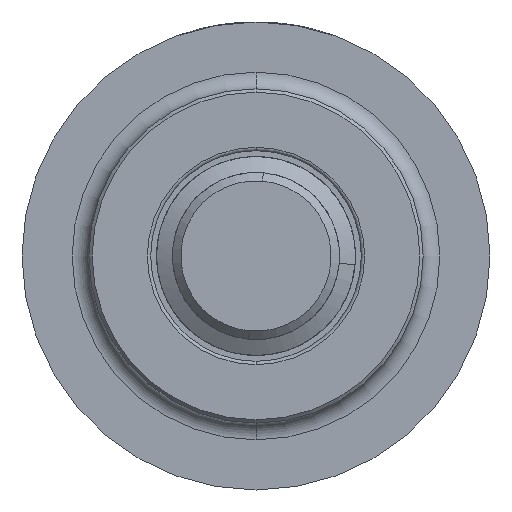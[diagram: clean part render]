
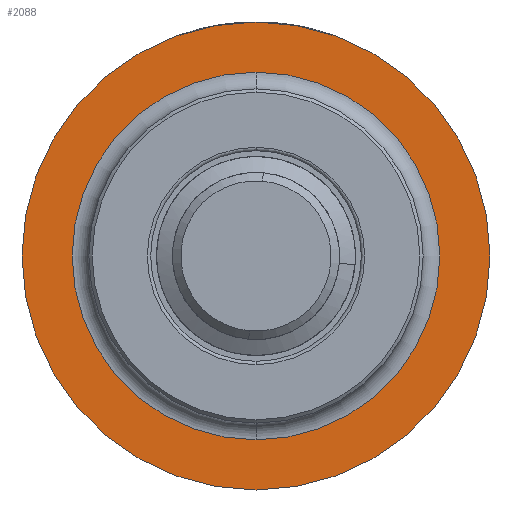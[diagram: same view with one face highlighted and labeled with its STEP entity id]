
A CAD part, front view. The second image highlights one B-rep face of the part: STEP entity #2088.
In plain terms, the highlighted planar face has unit normal (0, -1, 0).
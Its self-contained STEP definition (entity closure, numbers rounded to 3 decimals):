
#2 = AXIS2_PLACEMENT_3D ( 'NONE', #6538, #301, #215 ) ;
#131 = CARTESIAN_POINT ( 'NONE',  ( 0., 7.42, 14. ) ) ;
#215 = DIRECTION ( 'NONE',  ( 0., 0., -1. ) ) ;
#301 = DIRECTION ( 'NONE',  ( 0., -1., 0. ) ) ;
#407 = CARTESIAN_POINT ( 'NONE',  ( 0., 7.42, 0. ) ) ;
#583 = ORIENTED_EDGE ( 'NONE', *, *, #2378, .T. ) ;
#852 = EDGE_CURVE ( 'NONE', #3042, #1764, #8250, .T. ) ;
#863 = DIRECTION ( 'NONE',  ( 0., -1., 0. ) ) ;
#1483 = DIRECTION ( 'NONE',  ( 0., 0., -1. ) ) ;
#1764 = VERTEX_POINT ( 'NONE', #3044 ) ;
#1946 = ORIENTED_EDGE ( 'NONE', *, *, #5593, .F. ) ;
#2088 = ADVANCED_FACE ( 'NONE', ( #3275, #4695 ), #7273, .T. ) ;
#2258 = AXIS2_PLACEMENT_3D ( 'NONE', #407, #6110, #4846 ) ;
#2378 = EDGE_CURVE ( 'NONE', #5865, #5596, #7542, .T. ) ;
#3042 = VERTEX_POINT ( 'NONE', #5505 ) ;
#3044 = CARTESIAN_POINT ( 'NONE',  ( 0., 7.42, -11. ) ) ;
#3060 = DIRECTION ( 'NONE',  ( 0., -1., 0. ) ) ;
#3252 = CIRCLE ( 'NONE', #6134, 11. ) ;
#3275 = FACE_OUTER_BOUND ( 'NONE', #7735, .T. ) ;
#3433 = AXIS2_PLACEMENT_3D ( 'NONE', #6889, #3719, #8188 ) ;
#3719 = DIRECTION ( 'NONE',  ( 0., -1., 0. ) ) ;
#4048 = ORIENTED_EDGE ( 'NONE', *, *, #852, .F. ) ;
#4695 = FACE_BOUND ( 'NONE', #5643, .T. ) ;
#4846 = DIRECTION ( 'NONE',  ( 0., 0., -1. ) ) ;
#4991 = CARTESIAN_POINT ( 'NONE',  ( 0., 7.42, 0. ) ) ;
#5235 = CIRCLE ( 'NONE', #3433, 14. ) ;
#5310 = CARTESIAN_POINT ( 'NONE',  ( 0., 7.42, 0. ) ) ;
#5424 = CARTESIAN_POINT ( 'NONE',  ( 0., 7.42, -14. ) ) ;
#5505 = CARTESIAN_POINT ( 'NONE',  ( 0., 7.42, 11. ) ) ;
#5593 = EDGE_CURVE ( 'NONE', #1764, #3042, #3252, .T. ) ;
#5596 = VERTEX_POINT ( 'NONE', #131 ) ;
#5643 = EDGE_LOOP ( 'NONE', ( #1946, #4048 ) ) ;
#5865 = VERTEX_POINT ( 'NONE', #5424 ) ;
#6110 = DIRECTION ( 'NONE',  ( 0., -1., 0. ) ) ;
#6134 = AXIS2_PLACEMENT_3D ( 'NONE', #5310, #863, #1483 ) ;
#6431 = AXIS2_PLACEMENT_3D ( 'NONE', #4991, #3060, #7489 ) ;
#6538 = CARTESIAN_POINT ( 'NONE',  ( 11., 7.42, 0. ) ) ;
#6668 = ORIENTED_EDGE ( 'NONE', *, *, #7937, .T. ) ;
#6889 = CARTESIAN_POINT ( 'NONE',  ( 0., 7.42, 0. ) ) ;
#7273 = PLANE ( 'NONE',  #2 ) ;
#7489 = DIRECTION ( 'NONE',  ( 0., 0., -1. ) ) ;
#7542 = CIRCLE ( 'NONE', #2258, 14. ) ;
#7735 = EDGE_LOOP ( 'NONE', ( #583, #6668 ) ) ;
#7937 = EDGE_CURVE ( 'NONE', #5596, #5865, #5235, .T. ) ;
#8188 = DIRECTION ( 'NONE',  ( 0., 0., -1. ) ) ;
#8250 = CIRCLE ( 'NONE', #6431, 11. ) ;
